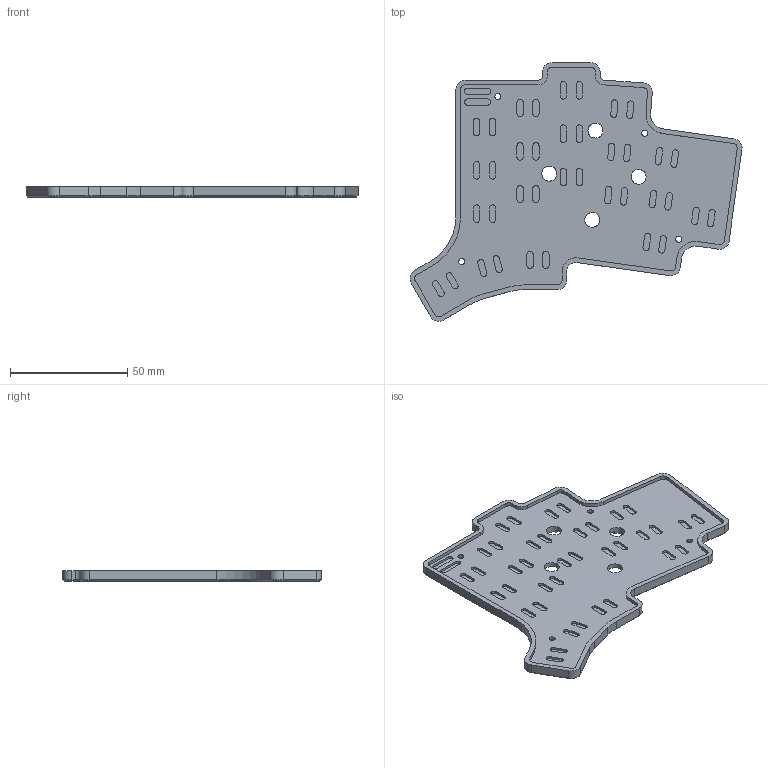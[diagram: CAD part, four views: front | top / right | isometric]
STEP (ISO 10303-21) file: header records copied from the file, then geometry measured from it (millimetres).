
FILE_DESCRIPTION(/* description */ (''),/* implementation_level */ '2;1');
FILE_NAME(/* name */ 'MUSUBI_V2_CASE_SOLID_RIGHT.step',/* time_stamp */ '2023-01-17T19:18:01-05:00',/* author */ (''),/* organization */ (''),/* preprocessor_version */ 'ST-DEVELOPER v19.2',/* originating_system */ 'Autodesk Translation Framework v11.17.0.187',/* authorisation */ '');
FILE_SCHEMA (('AUTOMOTIVE_DESIGN { 1 0 10303 214 3 1 1 }'));
Length unit declared in the file: millimetre
Products named in the file (1): (Unsaved)
Bounding box: 141.53 x 110.31 x 4.6 mm (x, y, z)
Volume: 27902.2 mm3; surface area: 22850.8 mm2
Topology: 1 solids, 1 shells, 352 faces, 888 edges, 580 vertices
Faces by surface type: plane 206, cylinder 128, cone 18
Full cylindrical faces by diameter (mm): 2.6 x4, 6.4 x4
Entity records: 10631 total; most frequent: DIRECTION 1876, CARTESIAN_POINT 1821, ORIENTED_EDGE 1776, EDGE_CURVE 888, AXIS2_PLACEMENT_3D 635, LINE 606, VECTOR 606, VERTEX_POINT 580
